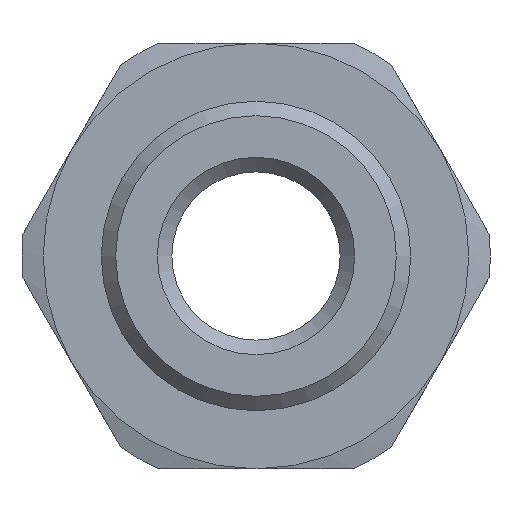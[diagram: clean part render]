
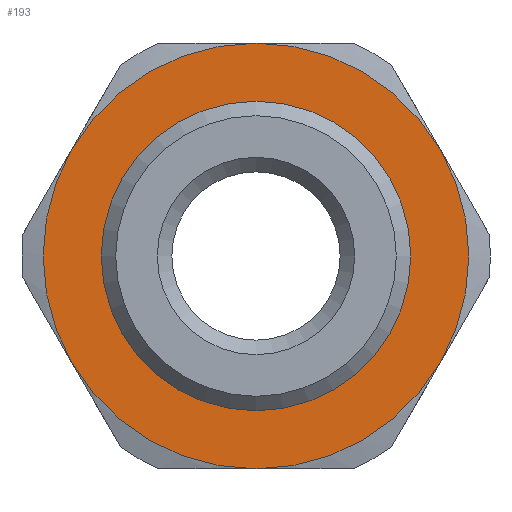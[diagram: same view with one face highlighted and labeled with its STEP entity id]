
A CAD part, left-side view. The second image highlights one B-rep face of the part: STEP entity #193.
In plain terms, the highlighted planar face has unit normal (-1, 0, 0).
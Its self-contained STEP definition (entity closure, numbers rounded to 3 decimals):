
#23 = CARTESIAN_POINT ( 'NONE',  ( 15.3, 0., 0. ) ) ;
#47 = ORIENTED_EDGE ( 'NONE', *, *, #1547, .F. ) ;
#110 = DIRECTION ( 'NONE',  ( 1., 0., 0. ) ) ;
#118 = DIRECTION ( 'NONE',  ( 0., 0., -1. ) ) ;
#132 = DIRECTION ( 'NONE',  ( 0., 0., -1. ) ) ;
#143 = ORIENTED_EDGE ( 'NONE', *, *, #1531, .T. ) ;
#145 = CIRCLE ( 'NONE', #333, 8. ) ;
#152 = DIRECTION ( 'NONE',  ( 0., 0., -1. ) ) ;
#158 = VERTEX_POINT ( 'NONE', #1267 ) ;
#159 = FACE_OUTER_BOUND ( 'NONE', #534, .T. ) ;
#160 = VERTEX_POINT ( 'NONE', #1406 ) ;
#193 = ADVANCED_FACE ( 'NONE', ( #495, #159 ), #1526, .F. ) ;
#270 = EDGE_CURVE ( 'NONE', #1019, #158, #481, .T. ) ;
#333 = AXIS2_PLACEMENT_3D ( 'NONE', #879, #110, #118 ) ;
#343 = DIRECTION ( 'NONE',  ( 1., 0., 0. ) ) ;
#357 = DIRECTION ( 'NONE',  ( 1., 0., 0. ) ) ;
#378 = CARTESIAN_POINT ( 'NONE',  ( 15.3, 0., 0. ) ) ;
#379 = AXIS2_PLACEMENT_3D ( 'NONE', #1628, #343, #473 ) ;
#424 = DIRECTION ( 'NONE',  ( 1., 0., 0. ) ) ;
#434 = CIRCLE ( 'NONE', #379, 11. ) ;
#473 = DIRECTION ( 'NONE',  ( 0., 0., -1. ) ) ;
#481 = CIRCLE ( 'NONE', #1082, 11. ) ;
#495 = FACE_BOUND ( 'NONE', #1214, .T. ) ;
#506 = DIRECTION ( 'NONE',  ( 0., 0., -1. ) ) ;
#534 = EDGE_LOOP ( 'NONE', ( #692, #985, #788, #47, #1481, #1057 ) ) ;
#544 = DIRECTION ( 'NONE',  ( 1., 0., 0. ) ) ;
#602 = CARTESIAN_POINT ( 'NONE',  ( 15.3, 9.526, 5.5 ) ) ;
#638 = VERTEX_POINT ( 'NONE', #1219 ) ;
#644 = CARTESIAN_POINT ( 'NONE',  ( 15.3, 0., 11. ) ) ;
#660 = CARTESIAN_POINT ( 'NONE',  ( 15.3, 0., -11. ) ) ;
#675 = AXIS2_PLACEMENT_3D ( 'NONE', #755, #357, #132 ) ;
#692 = ORIENTED_EDGE ( 'NONE', *, *, #270, .F. ) ;
#720 = EDGE_CURVE ( 'NONE', #158, #803, #1626, .T. ) ;
#725 = AXIS2_PLACEMENT_3D ( 'NONE', #378, #1286, #1292 ) ;
#755 = CARTESIAN_POINT ( 'NONE',  ( 15.3, 8., 0. ) ) ;
#762 = AXIS2_PLACEMENT_3D ( 'NONE', #1075, #424, #1322 ) ;
#781 = CARTESIAN_POINT ( 'NONE',  ( 15.3, 0., 0. ) ) ;
#788 = ORIENTED_EDGE ( 'NONE', *, *, #962, .F. ) ;
#803 = VERTEX_POINT ( 'NONE', #602 ) ;
#879 = CARTESIAN_POINT ( 'NONE',  ( 15.3, 0., 0. ) ) ;
#894 = AXIS2_PLACEMENT_3D ( 'NONE', #781, #1535, #506 ) ;
#943 = CARTESIAN_POINT ( 'NONE',  ( 15.3, 0., 0. ) ) ;
#946 = CIRCLE ( 'NONE', #725, 11. ) ;
#959 = VERTEX_POINT ( 'NONE', #1521 ) ;
#962 = EDGE_CURVE ( 'NONE', #638, #959, #1049, .T. ) ;
#985 = ORIENTED_EDGE ( 'NONE', *, *, #1244, .F. ) ;
#999 = EDGE_CURVE ( 'NONE', #1638, #803, #946, .T. ) ;
#1019 = VERTEX_POINT ( 'NONE', #660 ) ;
#1049 = CIRCLE ( 'NONE', #894, 11. ) ;
#1057 = ORIENTED_EDGE ( 'NONE', *, *, #720, .F. ) ;
#1075 = CARTESIAN_POINT ( 'NONE',  ( 15.3, 0., 0. ) ) ;
#1082 = AXIS2_PLACEMENT_3D ( 'NONE', #23, #1562, #152 ) ;
#1214 = EDGE_LOOP ( 'NONE', ( #143 ) ) ;
#1219 = CARTESIAN_POINT ( 'NONE',  ( 15.3, -9.526, 5.5 ) ) ;
#1244 = EDGE_CURVE ( 'NONE', #959, #1019, #1572, .T. ) ;
#1267 = CARTESIAN_POINT ( 'NONE',  ( 15.3, 9.526, -5.5 ) ) ;
#1286 = DIRECTION ( 'NONE',  ( -1., 0., 0. ) ) ;
#1292 = DIRECTION ( 'NONE',  ( 0., 0., 1. ) ) ;
#1322 = DIRECTION ( 'NONE',  ( 0., 0., -1. ) ) ;
#1406 = CARTESIAN_POINT ( 'NONE',  ( 15.3, 0., -8. ) ) ;
#1481 = ORIENTED_EDGE ( 'NONE', *, *, #999, .T. ) ;
#1521 = CARTESIAN_POINT ( 'NONE',  ( 15.3, -9.526, -5.5 ) ) ;
#1526 = PLANE ( 'NONE',  #675 ) ;
#1531 = EDGE_CURVE ( 'NONE', #160, #160, #145, .T. ) ;
#1535 = DIRECTION ( 'NONE',  ( 1., 0., 0. ) ) ;
#1547 = EDGE_CURVE ( 'NONE', #1638, #638, #434, .T. ) ;
#1562 = DIRECTION ( 'NONE',  ( 1., 0., 0. ) ) ;
#1572 = CIRCLE ( 'NONE', #1610, 11. ) ;
#1585 = DIRECTION ( 'NONE',  ( 0., 0., -1. ) ) ;
#1610 = AXIS2_PLACEMENT_3D ( 'NONE', #943, #544, #1585 ) ;
#1626 = CIRCLE ( 'NONE', #762, 11. ) ;
#1628 = CARTESIAN_POINT ( 'NONE',  ( 15.3, 0., 0. ) ) ;
#1638 = VERTEX_POINT ( 'NONE', #644 ) ;
